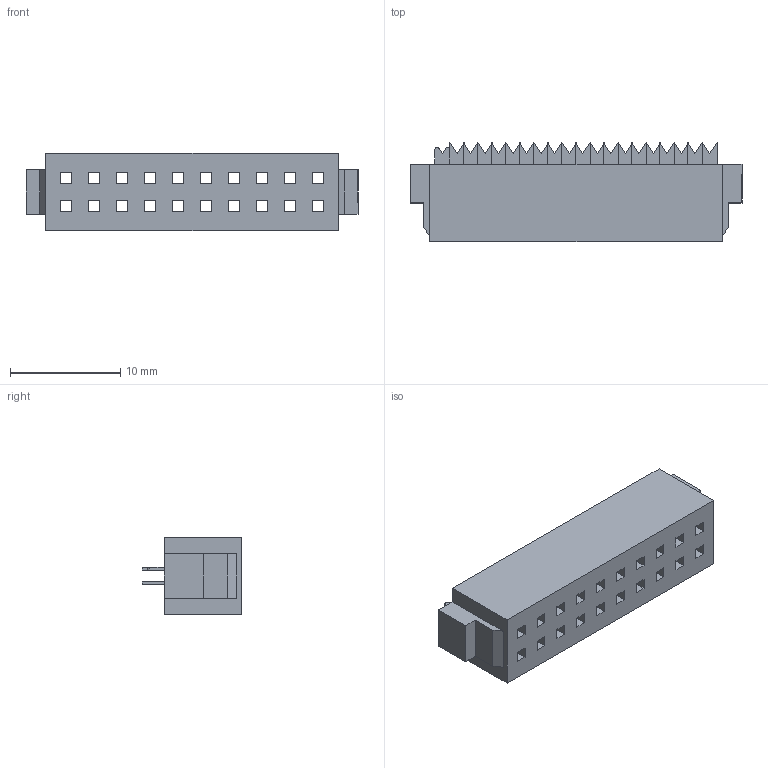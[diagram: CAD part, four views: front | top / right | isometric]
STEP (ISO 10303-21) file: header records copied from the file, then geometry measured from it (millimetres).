
FILE_DESCRIPTION (( 'STEP AP214' ), '1' );
FILE_NAME ('IDC.STEP', '2022-05-30T11:48:13', ( '' ), ( '' ), 'SwSTEP 2.0', 'SolidWorks 2022', '' );
FILE_SCHEMA (( 'AUTOMOTIVE_DESIGN' ));
Length unit declared in the file: millimetre
Products named in the file (1): IDC
Bounding box: 30.06 x 9 x 7.02 mm (x, y, z)
Volume: 1232.2 mm3; surface area: 1535.4 mm2
Topology: 21 solids, 21 shells, 240 faces, 594 edges, 396 vertices
Faces by surface type: plane 238, cylinder 2
Entity records: 7256 total; most frequent: CARTESIAN_POINT 1231, ORIENTED_EDGE 1188, DIRECTION 1080, EDGE_CURVE 594, LINE 590, VECTOR 590, VERTEX_POINT 396, EDGE_LOOP 280
